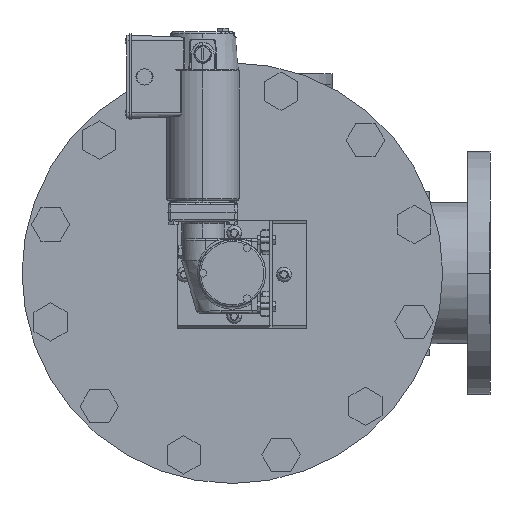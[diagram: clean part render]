
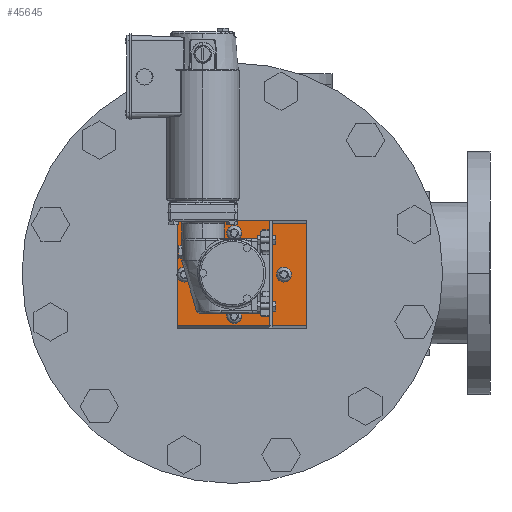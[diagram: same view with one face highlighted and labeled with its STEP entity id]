
A CAD part, left-side view. The second image highlights one B-rep face of the part: STEP entity #45645.
In plain terms, the highlighted face is planar.
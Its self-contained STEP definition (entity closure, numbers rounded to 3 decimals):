
#263 = DIRECTION ( 'NONE',  ( 0., 1., 0. ) ) ;
#360 = CARTESIAN_POINT ( 'NONE',  ( 61.468, 174.625, -43.193 ) ) ;
#493 = CIRCLE ( 'NONE', #48109, 25.4 ) ;
#556 = EDGE_CURVE ( 'NONE', #2824, #13003, #10162, .T. ) ;
#739 = VERTEX_POINT ( 'NONE', #12890 ) ;
#868 = VERTEX_POINT ( 'NONE', #9163 ) ;
#999 = CARTESIAN_POINT ( 'NONE',  ( 61.468, 174.625, -47.955 ) ) ;
#1624 = VERTEX_POINT ( 'NONE', #37217 ) ;
#1835 = EDGE_LOOP ( 'NONE', ( #22629, #25018 ) ) ;
#2083 = DIRECTION ( 'NONE',  ( 0., 0., 1. ) ) ;
#2307 = LINE ( 'NONE', #47408, #20355 ) ;
#2824 = VERTEX_POINT ( 'NONE', #43980 ) ;
#2835 = EDGE_CURVE ( 'NONE', #40230, #18936, #25436, .T. ) ;
#3374 = CARTESIAN_POINT ( 'NONE',  ( 61.468, 174.625, -16.205 ) ) ;
#3419 = DIRECTION ( 'NONE',  ( 0., 1., 0. ) ) ;
#3625 = VERTEX_POINT ( 'NONE', #21706 ) ;
#3660 = EDGE_LOOP ( 'NONE', ( #30226, #47348 ) ) ;
#4100 = FACE_BOUND ( 'NONE', #1835, .T. ) ;
#4817 = ORIENTED_EDGE ( 'NONE', *, *, #20459, .T. ) ;
#4874 = LINE ( 'NONE', #7857, #39841 ) ;
#5323 = DIRECTION ( 'NONE',  ( 0., 0., -1. ) ) ;
#6361 = EDGE_LOOP ( 'NONE', ( #29753, #9304 ) ) ;
#6669 = LINE ( 'NONE', #10414, #35836 ) ;
#7564 = CARTESIAN_POINT ( 'NONE',  ( 3.175, 174.625, -74.295 ) ) ;
#7857 = CARTESIAN_POINT ( 'NONE',  ( 0., 174.625, 74.295 ) ) ;
#8453 = VERTEX_POINT ( 'NONE', #14139 ) ;
#8892 = DIRECTION ( 'NONE',  ( 0., 0., 1. ) ) ;
#9163 = CARTESIAN_POINT ( 'NONE',  ( 13.843, 174.625, 13.957 ) ) ;
#9304 = ORIENTED_EDGE ( 'NONE', *, *, #40945, .T. ) ;
#9647 = DIRECTION ( 'NONE',  ( 0., 1., 0. ) ) ;
#9842 = EDGE_LOOP ( 'NONE', ( #4817, #14848, #36852, #35653 ) ) ;
#10162 = CIRCLE ( 'NONE', #30421, 4.763 ) ;
#10414 = CARTESIAN_POINT ( 'NONE',  ( 0., 174.625, -74.295 ) ) ;
#10619 = CARTESIAN_POINT ( 'NONE',  ( 61.468, 174.625, 66.345 ) ) ;
#11056 = CARTESIAN_POINT ( 'NONE',  ( 109.093, 174.625, 9.195 ) ) ;
#12289 = CIRCLE ( 'NONE', #45211, 4.763 ) ;
#12391 = EDGE_CURVE ( 'NONE', #45887, #13565, #4874, .T. ) ;
#12890 = CARTESIAN_POINT ( 'NONE',  ( 109.093, 174.625, 13.957 ) ) ;
#13003 = VERTEX_POINT ( 'NONE', #21751 ) ;
#13565 = VERTEX_POINT ( 'NONE', #13891 ) ;
#13891 = CARTESIAN_POINT ( 'NONE',  ( 122.936, 174.625, 74.295 ) ) ;
#14086 = AXIS2_PLACEMENT_3D ( 'NONE', #999, #15522, #22697 ) ;
#14139 = CARTESIAN_POINT ( 'NONE',  ( 109.093, 174.625, 4.432 ) ) ;
#14337 = DIRECTION ( 'NONE',  ( 0., 1., 0. ) ) ;
#14596 = DIRECTION ( 'NONE',  ( 0., 1., 0. ) ) ;
#14848 = ORIENTED_EDGE ( 'NONE', *, *, #33148, .F. ) ;
#15522 = DIRECTION ( 'NONE',  ( 0., 1., 0. ) ) ;
#15945 = EDGE_CURVE ( 'NONE', #25301, #42546, #493, .T. ) ;
#16129 = EDGE_CURVE ( 'NONE', #45887, #44264, #34875, .T. ) ;
#16373 = EDGE_LOOP ( 'NONE', ( #39424, #33126 ) ) ;
#17908 = ORIENTED_EDGE ( 'NONE', *, *, #44355, .T. ) ;
#18225 = DIRECTION ( 'NONE',  ( 0., 1., 0. ) ) ;
#18560 = EDGE_CURVE ( 'NONE', #8453, #739, #19606, .T. ) ;
#18936 = VERTEX_POINT ( 'NONE', #41486 ) ;
#19011 = CARTESIAN_POINT ( 'NONE',  ( 3.175, 174.625, 74.295 ) ) ;
#19606 = CIRCLE ( 'NONE', #37246, 4.762 ) ;
#20010 = DIRECTION ( 'NONE',  ( 0., 0., 1. ) ) ;
#20167 = CARTESIAN_POINT ( 'NONE',  ( 109.093, 174.625, 9.195 ) ) ;
#20278 = CARTESIAN_POINT ( 'NONE',  ( 13.843, 174.625, 9.195 ) ) ;
#20355 = VECTOR ( 'NONE', #28364, 1000. ) ;
#20459 = EDGE_CURVE ( 'NONE', #44264, #1624, #6669, .T. ) ;
#20989 = FACE_BOUND ( 'NONE', #3660, .T. ) ;
#21404 = AXIS2_PLACEMENT_3D ( 'NONE', #11056, #14596, #29646 ) ;
#21706 = CARTESIAN_POINT ( 'NONE',  ( 13.843, 174.625, 4.432 ) ) ;
#21751 = CARTESIAN_POINT ( 'NONE',  ( 61.468, 174.625, 71.107 ) ) ;
#22629 = ORIENTED_EDGE ( 'NONE', *, *, #32356, .T. ) ;
#22697 = DIRECTION ( 'NONE',  ( 0., 0., 1. ) ) ;
#25018 = ORIENTED_EDGE ( 'NONE', *, *, #556, .T. ) ;
#25301 = VERTEX_POINT ( 'NONE', #32619 ) ;
#25436 = CIRCLE ( 'NONE', #37930, 4.762 ) ;
#26025 = EDGE_CURVE ( 'NONE', #739, #8453, #30771, .T. ) ;
#26930 = AXIS2_PLACEMENT_3D ( 'NONE', #44932, #263, #48339 ) ;
#27187 = DIRECTION ( 'NONE',  ( 0., 1., 0. ) ) ;
#28207 = CARTESIAN_POINT ( 'NONE',  ( 61.468, 174.625, 66.345 ) ) ;
#28364 = DIRECTION ( 'NONE',  ( 0., 0., -1. ) ) ;
#28549 = CIRCLE ( 'NONE', #42565, 4.762 ) ;
#29369 = CARTESIAN_POINT ( 'NONE',  ( 61.468, 174.625, 9.195 ) ) ;
#29646 = DIRECTION ( 'NONE',  ( 0., 0., 1. ) ) ;
#29753 = ORIENTED_EDGE ( 'NONE', *, *, #15945, .T. ) ;
#30226 = ORIENTED_EDGE ( 'NONE', *, *, #46168, .T. ) ;
#30340 = FACE_OUTER_BOUND ( 'NONE', #9842, .T. ) ;
#30389 = FACE_BOUND ( 'NONE', #16373, .T. ) ;
#30421 = AXIS2_PLACEMENT_3D ( 'NONE', #10619, #32775, #48222 ) ;
#30691 = DIRECTION ( 'NONE',  ( 1., 0., 0. ) ) ;
#30771 = CIRCLE ( 'NONE', #21404, 4.762 ) ;
#31255 = DIRECTION ( 'NONE',  ( 0., 1., 0. ) ) ;
#31949 = CARTESIAN_POINT ( 'NONE',  ( 0., 174.625, 74.295 ) ) ;
#32356 = EDGE_CURVE ( 'NONE', #13003, #2824, #12289, .T. ) ;
#32577 = AXIS2_PLACEMENT_3D ( 'NONE', #31949, #35644, #2083 ) ;
#32619 = CARTESIAN_POINT ( 'NONE',  ( 61.468, 174.625, 34.595 ) ) ;
#32775 = DIRECTION ( 'NONE',  ( 0., 1., 0. ) ) ;
#32902 = DIRECTION ( 'NONE',  ( 0., 0., 1. ) ) ;
#33126 = ORIENTED_EDGE ( 'NONE', *, *, #18560, .T. ) ;
#33148 = EDGE_CURVE ( 'NONE', #13565, #1624, #2307, .T. ) ;
#34384 = CIRCLE ( 'NONE', #26930, 25.4 ) ;
#34875 = LINE ( 'NONE', #38402, #45954 ) ;
#35644 = DIRECTION ( 'NONE',  ( 0., 1., 0. ) ) ;
#35653 = ORIENTED_EDGE ( 'NONE', *, *, #16129, .T. ) ;
#35688 = DIRECTION ( 'NONE',  ( 0., 0., 1. ) ) ;
#35836 = VECTOR ( 'NONE', #37580, 1000. ) ;
#36312 = ORIENTED_EDGE ( 'NONE', *, *, #2835, .T. ) ;
#36852 = ORIENTED_EDGE ( 'NONE', *, *, #12391, .F. ) ;
#37217 = CARTESIAN_POINT ( 'NONE',  ( 122.936, 174.625, -74.295 ) ) ;
#37246 = AXIS2_PLACEMENT_3D ( 'NONE', #20167, #27187, #20010 ) ;
#37580 = DIRECTION ( 'NONE',  ( 1., 0., 0. ) ) ;
#37930 = AXIS2_PLACEMENT_3D ( 'NONE', #47565, #18225, #32902 ) ;
#38402 = CARTESIAN_POINT ( 'NONE',  ( 3.175, 174.625, 74.295 ) ) ;
#39060 = FACE_BOUND ( 'NONE', #6361, .T. ) ;
#39424 = ORIENTED_EDGE ( 'NONE', *, *, #26025, .T. ) ;
#39841 = VECTOR ( 'NONE', #30691, 1000. ) ;
#40221 = FACE_BOUND ( 'NONE', #45729, .T. ) ;
#40230 = VERTEX_POINT ( 'NONE', #360 ) ;
#40945 = EDGE_CURVE ( 'NONE', #42546, #25301, #34384, .T. ) ;
#41217 = DIRECTION ( 'NONE',  ( 0., 0., 1. ) ) ;
#41486 = CARTESIAN_POINT ( 'NONE',  ( 61.468, 174.625, -52.718 ) ) ;
#41552 = EDGE_CURVE ( 'NONE', #3625, #868, #47745, .T. ) ;
#42546 = VERTEX_POINT ( 'NONE', #3374 ) ;
#42565 = AXIS2_PLACEMENT_3D ( 'NONE', #20278, #31255, #8892 ) ;
#43980 = CARTESIAN_POINT ( 'NONE',  ( 61.468, 174.625, 61.582 ) ) ;
#44264 = VERTEX_POINT ( 'NONE', #7564 ) ;
#44355 = EDGE_CURVE ( 'NONE', #18936, #40230, #44382, .T. ) ;
#44382 = CIRCLE ( 'NONE', #14086, 4.762 ) ;
#44492 = CARTESIAN_POINT ( 'NONE',  ( 13.843, 174.625, 9.195 ) ) ;
#44932 = CARTESIAN_POINT ( 'NONE',  ( 61.468, 174.625, 9.195 ) ) ;
#45091 = AXIS2_PLACEMENT_3D ( 'NONE', #44492, #14337, #47892 ) ;
#45211 = AXIS2_PLACEMENT_3D ( 'NONE', #28207, #9647, #35688 ) ;
#45645 = ADVANCED_FACE ( 'NONE', ( #40221, #20989, #4100, #30389, #39060, #30340 ), #46743, .F. ) ;
#45729 = EDGE_LOOP ( 'NONE', ( #36312, #17908 ) ) ;
#45887 = VERTEX_POINT ( 'NONE', #19011 ) ;
#45954 = VECTOR ( 'NONE', #5323, 1000. ) ;
#46168 = EDGE_CURVE ( 'NONE', #868, #3625, #28549, .T. ) ;
#46743 = PLANE ( 'NONE',  #32577 ) ;
#47348 = ORIENTED_EDGE ( 'NONE', *, *, #41552, .T. ) ;
#47408 = CARTESIAN_POINT ( 'NONE',  ( 122.936, 174.625, 74.295 ) ) ;
#47565 = CARTESIAN_POINT ( 'NONE',  ( 61.468, 174.625, -47.955 ) ) ;
#47745 = CIRCLE ( 'NONE', #45091, 4.762 ) ;
#47892 = DIRECTION ( 'NONE',  ( 0., 0., 1. ) ) ;
#48109 = AXIS2_PLACEMENT_3D ( 'NONE', #29369, #3419, #41217 ) ;
#48222 = DIRECTION ( 'NONE',  ( 0., 0., 1. ) ) ;
#48339 = DIRECTION ( 'NONE',  ( 0., 0., 1. ) ) ;
